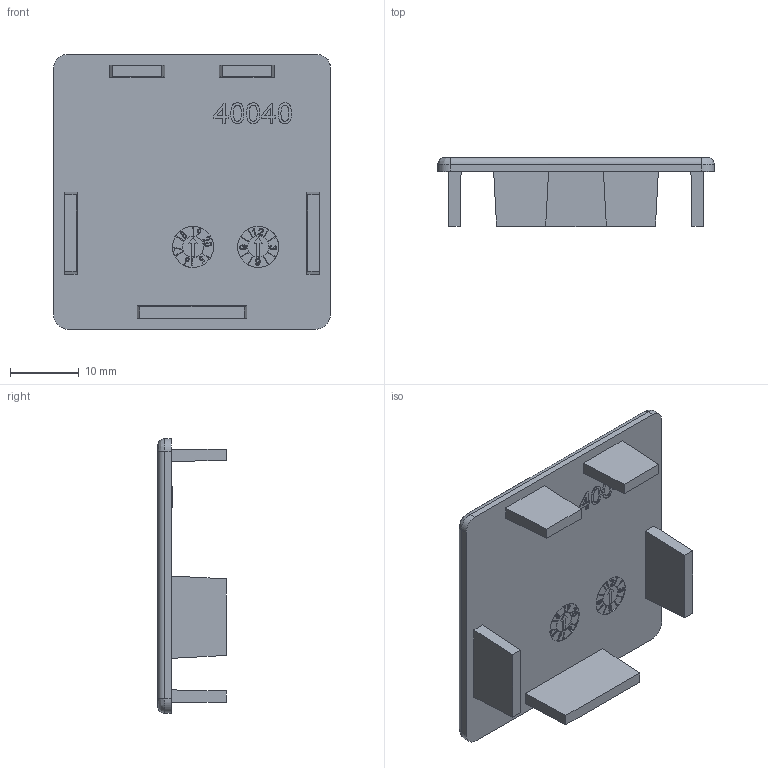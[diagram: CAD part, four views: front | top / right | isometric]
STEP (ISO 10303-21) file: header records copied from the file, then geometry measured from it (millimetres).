
FILE_DESCRIPTION(/* description */ (''),/* implementation_level */ '2;1');
FILE_NAME(/* name */ '6158773',/* time_stamp */ '2016-03-07T13:02:15+01:00',/* author */ (''),/* organization */ (''),/* preprocessor_version */ 'ST-DEVELOPER v15',/* originating_system */ '',/* authorisation */ '');
FILE_SCHEMA (('CONFIG_CONTROL_DESIGN'));
Length unit declared in the file: millimetre
Products named in the file (1): Document
Bounding box: 40.3 x 10 x 40 mm (x, y, z)
Volume: 3926.3 mm3; surface area: 4470.5 mm2
Topology: 1 solids, 1 shells, 372 faces, 970 edges, 644 vertices
Faces by surface type: plane 204, bspline 168
Entity records: 18779 total; most frequent: CARTESIAN_POINT 12272, ORIENTED_EDGE 1940, EDGE_CURVE 970, B_SPLINE_CURVE_WITH_KNOTS 904, VERTEX_POINT 644, EDGE_LOOP 416, ADVANCED_FACE 372, FACE_OUTER_BOUND 372
